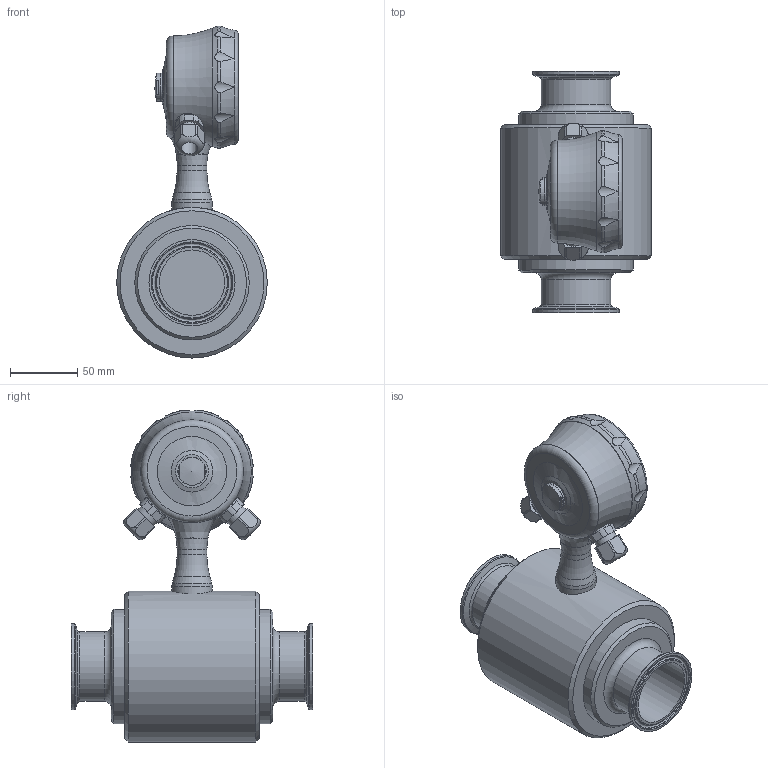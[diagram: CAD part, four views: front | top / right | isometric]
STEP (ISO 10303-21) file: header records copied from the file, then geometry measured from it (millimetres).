
FILE_DESCRIPTION( ( 'Unknown' ), '1' );
FILE_NAME( 'PF75H5xxxxxxx03x1I42xx2xxx0x0.stp', 'Unknown', ( 'Unknown' ), ( 'Unknown' ), 'PSStep 19.0.9', 'Unknown', ' ' );
FILE_SCHEMA( ( 'AUTOMOTIVE_DESIGN { 1 0 10303 214 1 1 1 1 }' ) );
Length unit declared in the file: millimetre
Products named in the file (1): Unterteil_PF75H_Clamp_ISO_2852_DN50
Bounding box: 111.91 x 179.6 x 246.68 mm (x, y, z)
Volume: 1396918.3 mm3; surface area: 147547.1 mm2
Topology: 1 solids, 17 shells, 526 faces, 1363 edges, 891 vertices
Faces by surface type: plane 260, cylinder 147, torus 49, cone 37, bspline 25, revolution 4, sphere 4
Full cylindrical faces by diameter (mm): 3 x1, 3.459 x2, 12 x2, 16 x4, 16.691 x2, 20.8 x1, 21 x1, 22 x1, 23.5 x1, 30 x1, 48.6 x3, 49 x1, 51.6 x2, 64 x2, 81.2 x1, 83.7 x1, 85 x2, 88 x1, 111.913 x1
Entity records: 23234 total; most frequent: CARTESIAN_POINT 6942, ORIENTED_EDGE 2490, DIRECTION 2386, EDGE_CURVE 1245, AXIS2_PLACEMENT_3D 901, VERTEX_POINT 857, EDGE_LOOP 643, FACE_OUTER_BOUND 580
